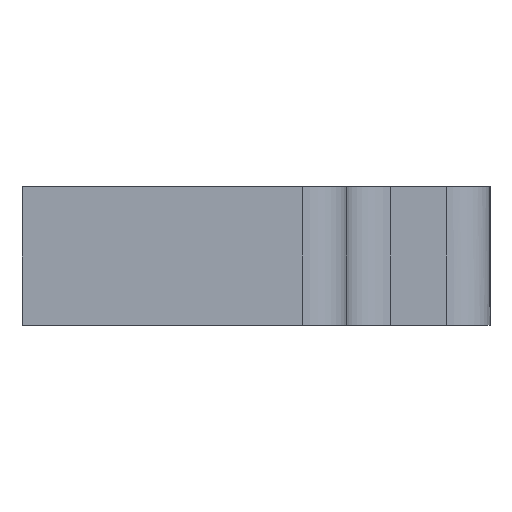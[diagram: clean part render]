
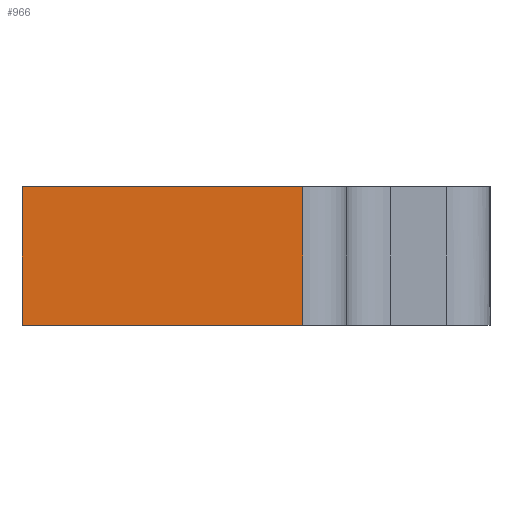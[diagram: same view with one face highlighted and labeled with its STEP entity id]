
A CAD part, front view. The second image highlights one B-rep face of the part: STEP entity #966.
In plain terms, the highlighted planar face has unit normal (0, -1, 0).
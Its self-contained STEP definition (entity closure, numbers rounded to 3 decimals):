
#98=FACE_OUTER_BOUND('',#152,.T.);
#152=EDGE_LOOP('',(#808,#809,#810,#811));
#183=LINE('',#1351,#289);
#196=LINE('',#1389,#302);
#242=LINE('',#1576,#348);
#259=LINE('',#1611,#365);
#289=VECTOR('',#1088,10.);
#302=VECTOR('',#1119,10.);
#348=VECTOR('',#1211,10.);
#365=VECTOR('',#1254,10.);
#395=VERTEX_POINT('',#1348);
#396=VERTEX_POINT('',#1350);
#412=VERTEX_POINT('',#1387);
#468=VERTEX_POINT('',#1574);
#489=EDGE_CURVE('',#396,#395,#183,.T.);
#508=EDGE_CURVE('',#395,#412,#196,.T.);
#575=EDGE_CURVE('',#412,#468,#242,.T.);
#593=EDGE_CURVE('',#396,#468,#259,.T.);
#808=ORIENTED_EDGE('',*,*,#575,.T.);
#809=ORIENTED_EDGE('',*,*,#593,.F.);
#810=ORIENTED_EDGE('',*,*,#489,.T.);
#811=ORIENTED_EDGE('',*,*,#508,.T.);
#925=PLANE('',#1055);
#966=ADVANCED_FACE('',(#98),#925,.T.);
#1055=AXIS2_PLACEMENT_3D('',#1622,#1269,#1270);
#1088=DIRECTION('',(0.,0.,-1.));
#1119=DIRECTION('',(1.,0.,0.));
#1211=DIRECTION('',(0.,0.,1.));
#1254=DIRECTION('',(1.,0.,0.));
#1269=DIRECTION('center_axis',(0.,-1.,0.));
#1270=DIRECTION('ref_axis',(-1.,0.,0.));
#1348=CARTESIAN_POINT('',(-78.,39.312,67.642));
#1350=CARTESIAN_POINT('',(-78.,39.312,89.917));
#1351=CARTESIAN_POINT('',(-78.,39.312,93.917));
#1387=CARTESIAN_POINT('',(-33.,39.312,67.642));
#1389=CARTESIAN_POINT('',(-35.75,39.312,67.642));
#1574=CARTESIAN_POINT('',(-33.,39.312,89.917));
#1576=CARTESIAN_POINT('',(-33.,39.312,93.917));
#1611=CARTESIAN_POINT('',(-33.25,39.312,89.917));
#1622=CARTESIAN_POINT('Origin',(-26.,39.312,93.917));
